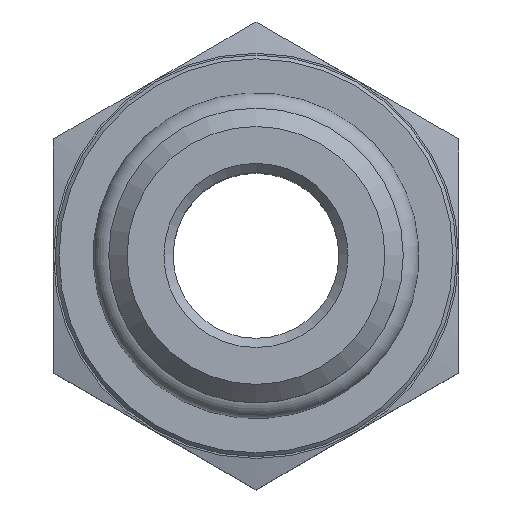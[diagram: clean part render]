
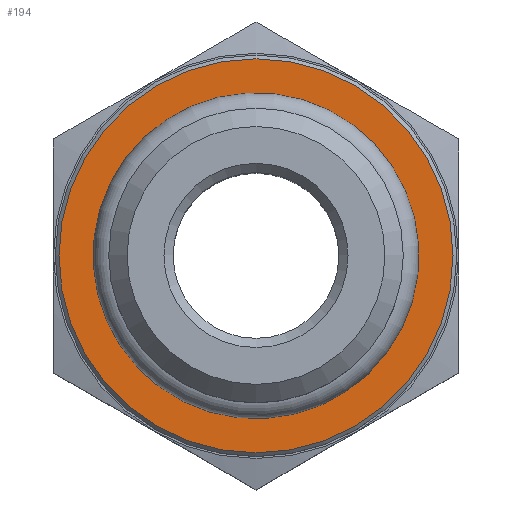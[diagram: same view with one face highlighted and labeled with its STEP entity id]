
A CAD part, top view. The second image highlights one B-rep face of the part: STEP entity #194.
In plain terms, the highlighted planar face has unit normal (0, 0, 1).
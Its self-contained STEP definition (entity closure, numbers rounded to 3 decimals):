
#163=CARTESIAN_POINT('',(10.7,0.,19.5));
#164=VERTEX_POINT('',#163);
#165=CARTESIAN_POINT('',(0.,0.,19.5));
#166=DIRECTION('',(0.0,0.0,-1.0));
#167=DIRECTION('',(-1.0,0.0,0.0));
#168=AXIS2_PLACEMENT_3D('',#165,#166,#167);
#169=CIRCLE('',#168,10.7);
#170=EDGE_CURVE('',#164,#164,#169,.T.);
#175=CARTESIAN_POINT('',(0.,0.,19.5));
#176=DIRECTION('',(0.0,0.0,1.0));
#177=DIRECTION('',(1.0,0.0,0.0));
#178=AXIS2_PLACEMENT_3D('',#175,#176,#177);
#179=PLANE('',#178);
#180=ORIENTED_EDGE('',*,*,#170,.F.);
#181=EDGE_LOOP('',(#180));
#182=FACE_OUTER_BOUND('',#181,.T.);
#183=CARTESIAN_POINT('',(7.35,0.,19.5));
#184=VERTEX_POINT('',#183);
#185=CARTESIAN_POINT('',(0.,0.,19.5));
#186=DIRECTION('',(0.0,0.0,1.0));
#187=DIRECTION('',(-1.0,0.0,0.0));
#188=AXIS2_PLACEMENT_3D('',#185,#186,#187);
#189=CIRCLE('',#188,7.35);
#190=EDGE_CURVE('',#184,#184,#189,.T.);
#191=ORIENTED_EDGE('',*,*,#190,.F.);
#192=EDGE_LOOP('',(#191));
#193=FACE_BOUND('',#192,.T.);
#194=ADVANCED_FACE('',(#182,#193),#179,.T.);
